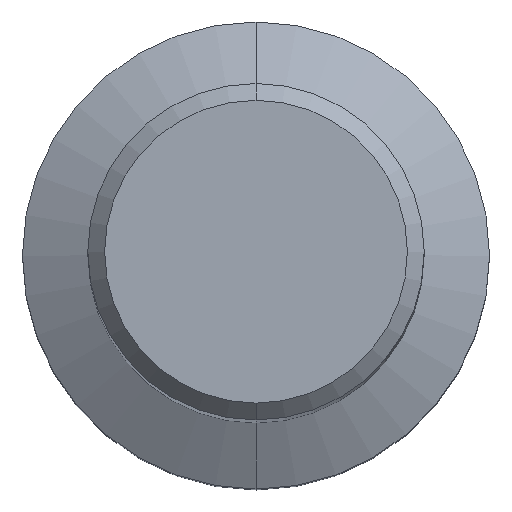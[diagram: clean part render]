
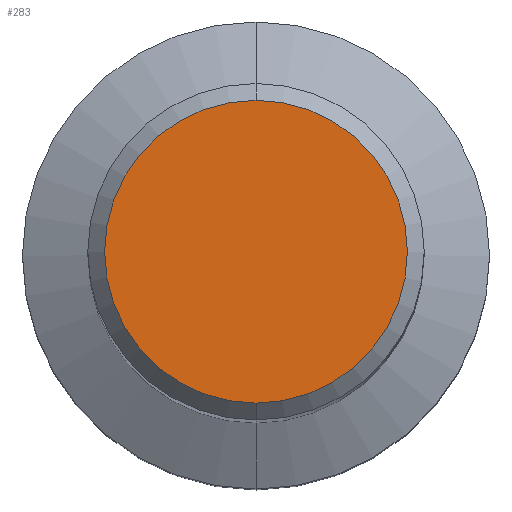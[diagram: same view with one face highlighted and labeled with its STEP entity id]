
A CAD part, top view. The second image highlights one B-rep face of the part: STEP entity #283.
In plain terms, the highlighted planar face has unit normal (0, 0, 1).
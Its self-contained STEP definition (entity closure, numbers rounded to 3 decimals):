
#283=ADVANCED_FACE('',(#679),#680,.T.);
#337=VERTEX_POINT('',#739);
#371=EDGE_CURVE('',#337,#509,#777,.T.);
#421=EDGE_CURVE('',#509,#337,#834,.T.);
#509=VERTEX_POINT('',#929);
#679=FACE_OUTER_BOUND('',#1142,.T.);
#680=PLANE('',#1143);
#739=CARTESIAN_POINT('',(0.0,5.4,0.0));
#777=CIRCLE('',#1366,5.4);
#834=CIRCLE('',#1500,5.4);
#929=CARTESIAN_POINT('',(0.,-5.4,0.0));
#1142=EDGE_LOOP('',(#1934,#1935));
#1143=AXIS2_PLACEMENT_3D('',#1936,#1937,#1938);
#1366=AXIS2_PLACEMENT_3D('',#2043,#2044,#2045);
#1500=AXIS2_PLACEMENT_3D('',#2123,#2124,#2125);
#1934=ORIENTED_EDGE('',*,*,#371,.F.);
#1935=ORIENTED_EDGE('',*,*,#421,.F.);
#1936=CARTESIAN_POINT('',(0.0,2.7,0.0));
#1937=DIRECTION('',(-0.0,0.0,1.0));
#1938=DIRECTION('',(0.0,-1.0,0.0));
#2043=CARTESIAN_POINT('',(0.0,0.0,0.0));
#2044=DIRECTION('',(0.0,0.0,-1.0));
#2045=DIRECTION('',(0.0,1.0,0.0));
#2123=CARTESIAN_POINT('',(0.0,0.0,0.0));
#2124=DIRECTION('',(0.0,0.0,-1.0));
#2125=DIRECTION('',(0.0,1.0,0.0));
